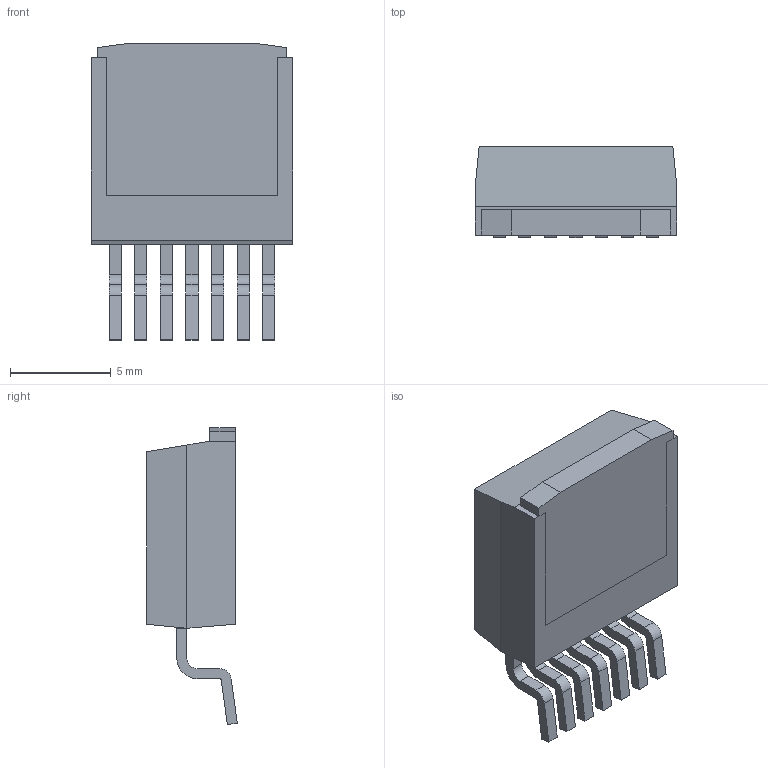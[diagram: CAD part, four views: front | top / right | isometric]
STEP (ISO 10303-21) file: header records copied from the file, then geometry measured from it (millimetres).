
FILE_DESCRIPTION (( 'STEP AP214' ), '1' );
FILE_NAME ('BTN8982TAAUMA1, HIGH CURRENT PN HALF BRIDGE, NOVALITH IC, 50A CONTINUOUS AND 117A PEAK CURRENT.STEP', '2018-12-27T04:44:14', ( '' ), ( '' ), 'SwSTEP 2.0', 'SolidWorks 2018', '' );
FILE_SCHEMA (( 'AUTOMOTIVE_DESIGN' ));
Length unit declared in the file: millimetre
Products named in the file (2): BTN8982TAAUMA1, HIGH CURRENT PN HALF BRIDGE, NOVALITH IC, 50A CONTINUOUS AND 117A PEAK CURRENT
Bounding box: 10 x 4.5 x 14.72 mm (x, y, z)
Volume: 413.3 mm3; surface area: 637.2 mm2
Topology: 16 solids, 16 shells, 159 faces, 379 edges, 252 vertices
Faces by surface type: plane 131, cylinder 28
Entity records: 6442 total; most frequent: CARTESIAN_POINT 792, ORIENTED_EDGE 758, DIRECTION 757, EDGE_CURVE 379, LINE 323, VECTOR 323, VERTEX_POINT 252, AXIS2_PLACEMENT_3D 217
